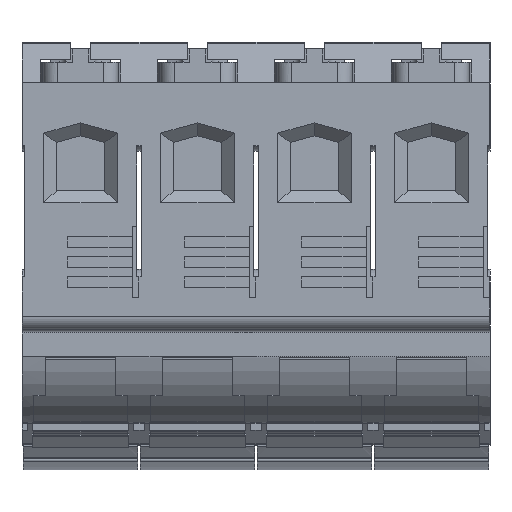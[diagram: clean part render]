
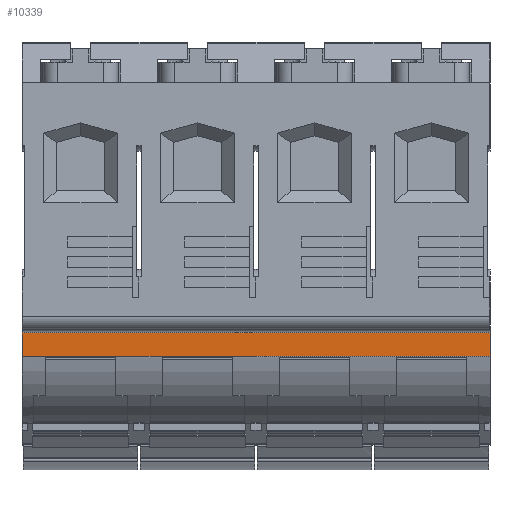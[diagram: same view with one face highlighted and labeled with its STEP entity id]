
A CAD part, left-side view. The second image highlights one B-rep face of the part: STEP entity #10339.
In plain terms, the highlighted planar face has unit normal (-1, 0, 0).
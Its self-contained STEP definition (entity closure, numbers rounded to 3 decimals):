
#687 = ORIENTED_EDGE ( 'NONE', *, *, #68196, .F. ) ;
#5275 = VERTEX_POINT ( 'NONE', #117884 ) ;
#5737 = LINE ( 'NONE', #95343, #56138 ) ;
#6534 = AXIS2_PLACEMENT_3D ( 'NONE', #117331, #27102, #118649 ) ;
#10193 = VERTEX_POINT ( 'NONE', #33762 ) ;
#10339 = ADVANCED_FACE ( 'NONE', ( #57378 ), #129172, .T. ) ;
#12166 = EDGE_CURVE ( 'NONE', #66435, #10193, #87397, .T. ) ;
#17826 = DIRECTION ( 'NONE',  ( 0., 1., 0. ) ) ;
#27102 = DIRECTION ( 'NONE',  ( -1., 0., 0. ) ) ;
#28550 = ORIENTED_EDGE ( 'NONE', *, *, #12166, .T. ) ;
#33762 = CARTESIAN_POINT ( 'NONE',  ( -22.5, 17.5, -37.5 ) ) ;
#36374 = CARTESIAN_POINT ( 'NONE',  ( -22.5, -52.5, -41. ) ) ;
#47435 = LINE ( 'NONE', #108047, #73167 ) ;
#49981 = EDGE_LOOP ( 'NONE', ( #28550, #687, #117088, #96286 ) ) ;
#56138 = VECTOR ( 'NONE', #97966, 1000. ) ;
#57378 = FACE_OUTER_BOUND ( 'NONE', #49981, .T. ) ;
#58391 = DIRECTION ( 'NONE',  ( 0., 1., 0. ) ) ;
#61588 = CARTESIAN_POINT ( 'NONE',  ( -22.5, 17.5, -41. ) ) ;
#61864 = CARTESIAN_POINT ( 'NONE',  ( -22.5, -52.5, -37.5 ) ) ;
#66196 = EDGE_CURVE ( 'NONE', #80606, #5275, #47435, .T. ) ;
#66435 = VERTEX_POINT ( 'NONE', #61864 ) ;
#68196 = EDGE_CURVE ( 'NONE', #5275, #10193, #101106, .T. ) ;
#73167 = VECTOR ( 'NONE', #17826, 1000. ) ;
#80606 = VERTEX_POINT ( 'NONE', #36374 ) ;
#87397 = LINE ( 'NONE', #127580, #107848 ) ;
#95343 = CARTESIAN_POINT ( 'NONE',  ( -22.5, -52.5, -41. ) ) ;
#96286 = ORIENTED_EDGE ( 'NONE', *, *, #101418, .T. ) ;
#97966 = DIRECTION ( 'NONE',  ( 0., 0., 1. ) ) ;
#101106 = LINE ( 'NONE', #61588, #104986 ) ;
#101418 = EDGE_CURVE ( 'NONE', #80606, #66435, #5737, .T. ) ;
#104986 = VECTOR ( 'NONE', #112326, 1000. ) ;
#107848 = VECTOR ( 'NONE', #58391, 1000. ) ;
#108047 = CARTESIAN_POINT ( 'NONE',  ( -22.5, -35., -41. ) ) ;
#112326 = DIRECTION ( 'NONE',  ( 0., 0., 1. ) ) ;
#117088 = ORIENTED_EDGE ( 'NONE', *, *, #66196, .F. ) ;
#117331 = CARTESIAN_POINT ( 'NONE',  ( -22.5, -35., -41. ) ) ;
#117884 = CARTESIAN_POINT ( 'NONE',  ( -22.5, 17.5, -41. ) ) ;
#118649 = DIRECTION ( 'NONE',  ( 0., 0., 1. ) ) ;
#127580 = CARTESIAN_POINT ( 'NONE',  ( -22.5, -35., -37.5 ) ) ;
#129172 = PLANE ( 'NONE',  #6534 ) ;
